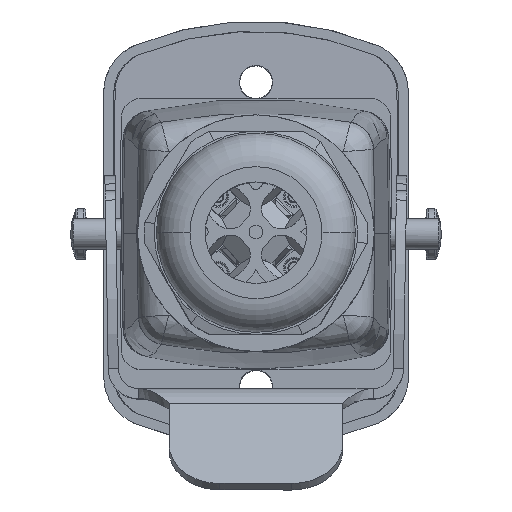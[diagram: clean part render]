
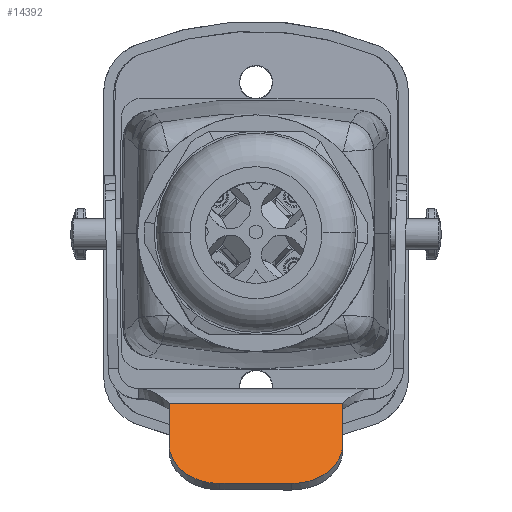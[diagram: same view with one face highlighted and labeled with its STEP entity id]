
A CAD part, top view. The second image highlights one B-rep face of the part: STEP entity #14392.
In plain terms, the highlighted planar face has unit normal (0, 0.643, 0.766).
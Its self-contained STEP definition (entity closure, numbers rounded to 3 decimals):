
#14338=AXIS2_PLACEMENT_3D('Plane Axis2P3D',#14335,#14336,#14337) ;
#13654=CARTESIAN_POINT('Vertex',(26.773,8.571,48.964)) ;
#13946=CARTESIAN_POINT('Line Origine',(26.773,6.522,50.684)) ;
#13950=CARTESIAN_POINT('Vertex',(26.773,4.473,52.403)) ;
#14001=CARTESIAN_POINT('Vertex',(9.7,8.571,48.964)) ;
#14004=CARTESIAN_POINT('Line Origine',(24.005,8.571,48.964)) ;
#14335=CARTESIAN_POINT('Axis2P3D Location',(24.005,8.571,48.964)) ;
#14340=CARTESIAN_POINT('Line Origine',(9.7,6.522,50.684)) ;
#14344=CARTESIAN_POINT('Vertex',(9.7,4.473,52.403)) ;
#14348=CARTESIAN_POINT('Control Point',(9.7,4.473,52.403)) ;
#14349=CARTESIAN_POINT('Control Point',(9.7,4.054,52.755)) ;
#14350=CARTESIAN_POINT('Control Point',(9.775,3.634,53.107)) ;
#14351=CARTESIAN_POINT('Control Point',(9.925,3.225,53.45)) ;
#14352=CARTESIAN_POINT('Control Point',(10.367,2.449,54.101)) ;
#14353=CARTESIAN_POINT('Control Point',(11.065,1.793,54.652)) ;
#14354=CARTESIAN_POINT('Control Point',(11.472,1.503,54.895)) ;
#14355=CARTESIAN_POINT('Control Point',(12.317,1.049,55.276)) ;
#14356=CARTESIAN_POINT('Control Point',(13.282,0.773,55.508)) ;
#14357=CARTESIAN_POINT('Control Point',(13.749,0.686,55.581)) ;
#14358=CARTESIAN_POINT('Control Point',(14.225,0.643,55.617)) ;
#14359=CARTESIAN_POINT('Control Point',(14.7,0.643,55.617)) ;
#14360=CARTESIAN_POINT('Vertex',(14.7,0.643,55.617)) ;
#14363=CARTESIAN_POINT('Line Origine',(18.237,0.643,55.617)) ;
#14367=CARTESIAN_POINT('Vertex',(21.773,0.643,55.617)) ;
#14371=CARTESIAN_POINT('Control Point',(21.773,0.643,55.617)) ;
#14372=CARTESIAN_POINT('Control Point',(22.321,0.643,55.617)) ;
#14373=CARTESIAN_POINT('Control Point',(22.868,0.7,55.569)) ;
#14374=CARTESIAN_POINT('Control Point',(23.402,0.815,55.472)) ;
#14375=CARTESIAN_POINT('Control Point',(24.415,1.154,55.188)) ;
#14376=CARTESIAN_POINT('Control Point',(25.272,1.689,54.739)) ;
#14377=CARTESIAN_POINT('Control Point',(25.65,2.,54.478)) ;
#14378=CARTESIAN_POINT('Control Point',(26.244,2.648,53.935)) ;
#14379=CARTESIAN_POINT('Control Point',(26.604,3.387,53.314)) ;
#14380=CARTESIAN_POINT('Control Point',(26.717,3.745,53.014)) ;
#14381=CARTESIAN_POINT('Control Point',(26.773,4.109,52.709)) ;
#14382=CARTESIAN_POINT('Control Point',(26.773,4.473,52.403)) ;
#13947=DIRECTION('Vector Direction',(0.,-0.766,0.643)) ;
#14005=DIRECTION('Vector Direction',(-1.,0.,0.)) ;
#14336=DIRECTION('Axis2P3D Direction',(0.,0.643,0.766)) ;
#14337=DIRECTION('Axis2P3D XDirection',(-1.,0.,0.)) ;
#14341=DIRECTION('Vector Direction',(0.,-0.766,0.643)) ;
#14364=DIRECTION('Vector Direction',(-1.,0.,0.)) ;
#13948=VECTOR('Line Direction',#13947,1.) ;
#14006=VECTOR('Line Direction',#14005,1.) ;
#14342=VECTOR('Line Direction',#14341,1.) ;
#14365=VECTOR('Line Direction',#14364,1.) ;
#14385=ORIENTED_EDGE('',*,*,#14008,.F.) ;
#14386=ORIENTED_EDGE('',*,*,#14346,.T.) ;
#14387=ORIENTED_EDGE('',*,*,#14362,.T.) ;
#14388=ORIENTED_EDGE('',*,*,#14369,.T.) ;
#14389=ORIENTED_EDGE('',*,*,#14383,.F.) ;
#14390=ORIENTED_EDGE('',*,*,#13952,.F.) ;
#14392=ADVANCED_FACE('1652470000.1\\Hauptk\X2\00F6\X0\rper',(#14391),#14339,.T.) ;
#14347=B_SPLINE_CURVE_WITH_KNOTS('',5,(#14348,#14349,#14350,#14351,#14352,#14353,#14354,#14355,#14356,#14357,#14358,#14359),.UNSPECIFIED.,.F.,.U.,(6,3,3,6),(0.,3.883,7.767,11.139),.UNSPECIFIED.) ;
#14370=B_SPLINE_CURVE_WITH_KNOTS('',5,(#14371,#14372,#14373,#14374,#14375,#14376,#14377,#14378,#14379,#14380,#14381,#14382),.UNSPECIFIED.,.F.,.U.,(6,3,3,6),(0.,3.883,7.767,11.139),.UNSPECIFIED.) ;
#13952=EDGE_CURVE('',#13655,#13951,#13949,.T.) ;
#14008=EDGE_CURVE('',#14002,#13655,#14007,.F.) ;
#14346=EDGE_CURVE('',#14002,#14345,#14343,.T.) ;
#14362=EDGE_CURVE('',#14345,#14361,#14347,.T.) ;
#14369=EDGE_CURVE('',#14361,#14368,#14366,.F.) ;
#14383=EDGE_CURVE('',#13951,#14368,#14370,.F.) ;
#14384=EDGE_LOOP('',(#14385,#14386,#14387,#14388,#14389,#14390)) ;
#14391=FACE_OUTER_BOUND('',#14384,.T.) ;
#13949=LINE('Line',#13946,#13948) ;
#14007=LINE('Line',#14004,#14006) ;
#14343=LINE('Line',#14340,#14342) ;
#14366=LINE('Line',#14363,#14365) ;
#14339=PLANE('',#14338) ;
#13655=VERTEX_POINT('',#13654) ;
#13951=VERTEX_POINT('',#13950) ;
#14002=VERTEX_POINT('',#14001) ;
#14345=VERTEX_POINT('',#14344) ;
#14361=VERTEX_POINT('',#14360) ;
#14368=VERTEX_POINT('',#14367) ;
